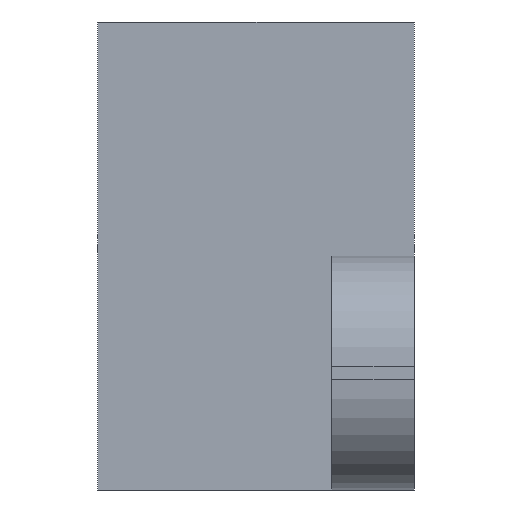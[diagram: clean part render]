
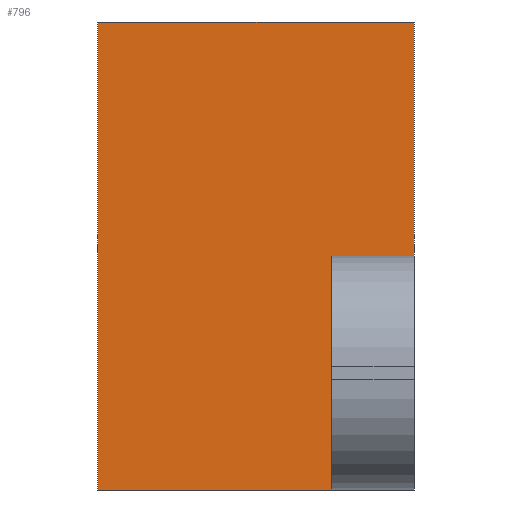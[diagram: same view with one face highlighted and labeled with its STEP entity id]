
A CAD part, left-side view. The second image highlights one B-rep face of the part: STEP entity #796.
In plain terms, the highlighted planar face has unit normal (-1, 0, 0).
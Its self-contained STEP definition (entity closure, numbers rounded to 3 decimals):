
#24=PLANE('',#862);
#56=FACE_OUTER_BOUND('',#98,.T.);
#98=EDGE_LOOP('',(#601,#602,#603,#604,#605,#606));
#136=LINE('',#1149,#230);
#166=LINE('',#1225,#260);
#169=LINE('',#1232,#263);
#170=LINE('',#1233,#264);
#171=LINE('',#1235,#265);
#172=LINE('',#1236,#266);
#230=VECTOR('',#924,1000.);
#260=VECTOR('',#980,1000.);
#263=VECTOR('',#985,1000.);
#264=VECTOR('',#986,1000.);
#265=VECTOR('',#987,1000.);
#266=VECTOR('',#988,1000.);
#351=VERTEX_POINT('',#1146);
#352=VERTEX_POINT('',#1148);
#385=VERTEX_POINT('',#1223);
#387=VERTEX_POINT('',#1230);
#388=VERTEX_POINT('',#1231);
#389=VERTEX_POINT('',#1234);
#432=EDGE_CURVE('',#351,#352,#136,.T.);
#470=EDGE_CURVE('',#385,#351,#166,.T.);
#473=EDGE_CURVE('',#387,#388,#169,.T.);
#474=EDGE_CURVE('',#388,#352,#170,.T.);
#475=EDGE_CURVE('',#385,#389,#171,.T.);
#476=EDGE_CURVE('',#389,#387,#172,.T.);
#601=ORIENTED_EDGE('',*,*,#473,.T.);
#602=ORIENTED_EDGE('',*,*,#474,.T.);
#603=ORIENTED_EDGE('',*,*,#432,.F.);
#604=ORIENTED_EDGE('',*,*,#470,.F.);
#605=ORIENTED_EDGE('',*,*,#475,.T.);
#606=ORIENTED_EDGE('',*,*,#476,.T.);
#796=ADVANCED_FACE('',(#56),#24,.F.);
#862=AXIS2_PLACEMENT_3D('',#1229,#983,#984);
#924=DIRECTION('',(0.,0.,-1.));
#980=DIRECTION('',(0.,-1.,0.));
#983=DIRECTION('center_axis',(1.,0.,0.));
#984=DIRECTION('ref_axis',(0.,0.,-1.));
#985=DIRECTION('',(0.,0.,1.));
#986=DIRECTION('',(0.,-1.,0.));
#987=DIRECTION('',(0.,0.,-1.));
#988=DIRECTION('',(0.,-1.,0.));
#1146=CARTESIAN_POINT('',(0.,0.,17.));
#1148=CARTESIAN_POINT('',(0.,0.,8.5));
#1149=CARTESIAN_POINT('',(0.,0.,17.));
#1223=CARTESIAN_POINT('',(0.,11.5,17.));
#1225=CARTESIAN_POINT('',(0.,0.,17.));
#1229=CARTESIAN_POINT('Origin',(0.,10.,17.));
#1230=CARTESIAN_POINT('',(0.,3.,0.));
#1231=CARTESIAN_POINT('',(0.,3.,8.5));
#1232=CARTESIAN_POINT('',(0.,3.,0.));
#1233=CARTESIAN_POINT('',(0.,3.,8.5));
#1234=CARTESIAN_POINT('',(0.,11.5,0.));
#1235=CARTESIAN_POINT('',(0.,11.5,17.));
#1236=CARTESIAN_POINT('',(0.,10.,0.));
